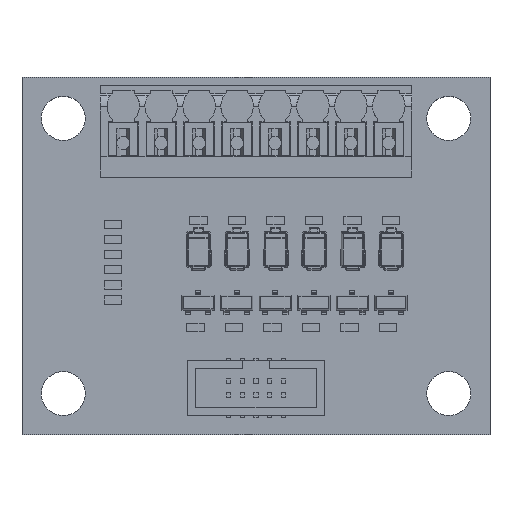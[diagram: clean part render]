
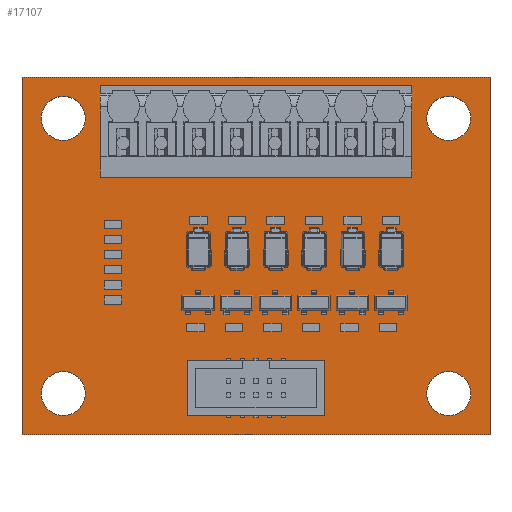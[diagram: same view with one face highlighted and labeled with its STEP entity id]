
A CAD part, top view. The second image highlights one B-rep face of the part: STEP entity #17107.
In plain terms, the highlighted planar face has unit normal (0, 0, 1).
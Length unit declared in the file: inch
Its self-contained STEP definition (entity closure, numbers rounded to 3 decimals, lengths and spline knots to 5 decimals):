
#264 = CARTESIAN_POINT ( 'NONE',  ( 0.78, 0.5, 0.065 ) ) ;
#764 = EDGE_LOOP ( 'NONE', ( #33305, #31453 ) ) ;
#2352 = AXIS2_PLACEMENT_3D ( 'NONE', #15003, #34346, #17832 ) ;
#2875 = ORIENTED_EDGE ( 'NONE', *, *, #30406, .F. ) ;
#3459 = CIRCLE ( 'NONE', #9375, 0.08 ) ;
#3697 = CARTESIAN_POINT ( 'NONE',  ( -0.85, -0.65, 0.065 ) ) ;
#3854 = CARTESIAN_POINT ( 'NONE',  ( 0.7, -0.5, 0.065 ) ) ;
#4111 = VERTEX_POINT ( 'NONE', #19295 ) ;
#4558 = AXIS2_PLACEMENT_3D ( 'NONE', #26602, #10003, #29411 ) ;
#4815 = EDGE_CURVE ( 'NONE', #34834, #34456, #3459, .T. ) ;
#6036 = CARTESIAN_POINT ( 'NONE',  ( -0.62, 0.5, 0.065 ) ) ;
#6521 = ORIENTED_EDGE ( 'NONE', *, *, #18404, .F. ) ;
#6540 = AXIS2_PLACEMENT_3D ( 'NONE', #8877, #28292, #11624 ) ;
#6692 = DIRECTION ( 'NONE',  ( 1., 0., 0. ) ) ;
#6785 = CARTESIAN_POINT ( 'NONE',  ( -0.7, -0.5, 0.065 ) ) ;
#7221 = DIRECTION ( 'NONE',  ( -1., 0., 0. ) ) ;
#7267 = DIRECTION ( 'NONE',  ( -1., 0., 0. ) ) ;
#7298 = VERTEX_POINT ( 'NONE', #17237 ) ;
#7932 = CARTESIAN_POINT ( 'NONE',  ( -0.7, -0.5, 0.065 ) ) ;
#7991 = CARTESIAN_POINT ( 'NONE',  ( -0.7, 0.5, 0.065 ) ) ;
#8877 = CARTESIAN_POINT ( 'NONE',  ( 0.7, 0.5, 0.065 ) ) ;
#9230 = VERTEX_POINT ( 'NONE', #16326 ) ;
#9375 = AXIS2_PLACEMENT_3D ( 'NONE', #7991, #19163, #35043 ) ;
#9584 = DIRECTION ( 'NONE',  ( 1., 0., 0. ) ) ;
#9701 = ORIENTED_EDGE ( 'NONE', *, *, #21775, .T. ) ;
#10003 = DIRECTION ( 'NONE',  ( 0., 0., 1. ) ) ;
#10155 = CARTESIAN_POINT ( 'NONE',  ( 0.62, -0.5, 0.065 ) ) ;
#10493 = ORIENTED_EDGE ( 'NONE', *, *, #33070, .T. ) ;
#10718 = DIRECTION ( 'NONE',  ( 1., 0., 0. ) ) ;
#11297 = DIRECTION ( 'NONE',  ( 0., 0., 1. ) ) ;
#11624 = DIRECTION ( 'NONE',  ( 1., 0., 0. ) ) ;
#11680 = DIRECTION ( 'NONE',  ( 0., -1., 0. ) ) ;
#11711 = EDGE_LOOP ( 'NONE', ( #25821, #23900, #9701, #10493 ) ) ;
#12585 = VECTOR ( 'NONE', #17733, 39.37008 ) ;
#13492 = VERTEX_POINT ( 'NONE', #34863 ) ;
#14358 = FACE_BOUND ( 'NONE', #18092, .T. ) ;
#14552 = CARTESIAN_POINT ( 'NONE',  ( -0.78, -0.5, 0.065 ) ) ;
#15003 = CARTESIAN_POINT ( 'NONE',  ( 0.7, 0.5, 0.065 ) ) ;
#15053 = EDGE_LOOP ( 'NONE', ( #18249, #6521 ) ) ;
#15371 = ORIENTED_EDGE ( 'NONE', *, *, #22297, .F. ) ;
#15387 = PLANE ( 'NONE',  #26304 ) ;
#15504 = CARTESIAN_POINT ( 'NONE',  ( 0., 0., 0.065 ) ) ;
#16072 = CARTESIAN_POINT ( 'NONE',  ( -0.78, 0.5, 0.065 ) ) ;
#16326 = CARTESIAN_POINT ( 'NONE',  ( 0.85, 0.65, 0.065 ) ) ;
#16476 = VERTEX_POINT ( 'NONE', #31771 ) ;
#16853 = EDGE_CURVE ( 'NONE', #7298, #34961, #26184, .T. ) ;
#17054 = AXIS2_PLACEMENT_3D ( 'NONE', #27940, #11297, #30686 ) ;
#17107 = ADVANCED_FACE ( 'NONE', ( #35539, #14358, #28310, #29179, #20953 ), #15387, .F. ) ;
#17110 = VECTOR ( 'NONE', #7221, 39.37008 ) ;
#17185 = CIRCLE ( 'NONE', #17054, 0.08 ) ;
#17237 = CARTESIAN_POINT ( 'NONE',  ( 0.62, 0.5, 0.065 ) ) ;
#17471 = AXIS2_PLACEMENT_3D ( 'NONE', #7932, #27342, #10718 ) ;
#17731 = VERTEX_POINT ( 'NONE', #10155 ) ;
#17733 = DIRECTION ( 'NONE',  ( 0., 1., 0. ) ) ;
#17832 = DIRECTION ( 'NONE',  ( 1., 0., 0. ) ) ;
#18092 = EDGE_LOOP ( 'NONE', ( #28902, #15371 ) ) ;
#18249 = ORIENTED_EDGE ( 'NONE', *, *, #4815, .F. ) ;
#18404 = EDGE_CURVE ( 'NONE', #34456, #34834, #17185, .T. ) ;
#19163 = DIRECTION ( 'NONE',  ( 0., 0., 1. ) ) ;
#19244 = EDGE_CURVE ( 'NONE', #27159, #17731, #32657, .T. ) ;
#19295 = CARTESIAN_POINT ( 'NONE',  ( -0.85, 0.65, 0.065 ) ) ;
#19644 = LINE ( 'NONE', #3697, #20521 ) ;
#20023 = LINE ( 'NONE', #28794, #12585 ) ;
#20098 = VECTOR ( 'NONE', #11680, 39.37008 ) ;
#20378 = DIRECTION ( 'NONE',  ( 1., 0., 0. ) ) ;
#20521 = VECTOR ( 'NONE', #20378, 39.37008 ) ;
#20953 = FACE_BOUND ( 'NONE', #15053, .T. ) ;
#21775 = EDGE_CURVE ( 'NONE', #13492, #9230, #20023, .T. ) ;
#22297 = EDGE_CURVE ( 'NONE', #16476, #24526, #32057, .T. ) ;
#22853 = CARTESIAN_POINT ( 'NONE',  ( -0.85, -0.65, 0.065 ) ) ;
#23169 = VERTEX_POINT ( 'NONE', #33327 ) ;
#23308 = DIRECTION ( 'NONE',  ( 0., 0., 1. ) ) ;
#23636 = LINE ( 'NONE', #23847, #17110 ) ;
#23847 = CARTESIAN_POINT ( 'NONE',  ( -0.85, 0.65, 0.065 ) ) ;
#23899 = DIRECTION ( 'NONE',  ( 0., 0., -1. ) ) ;
#23900 = ORIENTED_EDGE ( 'NONE', *, *, #29603, .T. ) ;
#24526 = VERTEX_POINT ( 'NONE', #14552 ) ;
#25154 = CIRCLE ( 'NONE', #4558, 0.08 ) ;
#25285 = EDGE_LOOP ( 'NONE', ( #2875, #34623 ) ) ;
#25821 = ORIENTED_EDGE ( 'NONE', *, *, #29487, .T. ) ;
#26184 = CIRCLE ( 'NONE', #6540, 0.08 ) ;
#26210 = DIRECTION ( 'NONE',  ( 0., 0., 1. ) ) ;
#26304 = AXIS2_PLACEMENT_3D ( 'NONE', #15504, #23899, #7267 ) ;
#26602 = CARTESIAN_POINT ( 'NONE',  ( 0.7, -0.5, 0.065 ) ) ;
#26759 = EDGE_CURVE ( 'NONE', #34961, #7298, #33606, .T. ) ;
#27159 = VERTEX_POINT ( 'NONE', #31100 ) ;
#27342 = DIRECTION ( 'NONE',  ( 0., 0., 1. ) ) ;
#27940 = CARTESIAN_POINT ( 'NONE',  ( -0.7, 0.5, 0.065 ) ) ;
#27999 = EDGE_CURVE ( 'NONE', #24526, #16476, #35100, .T. ) ;
#28292 = DIRECTION ( 'NONE',  ( 0., 0., 1. ) ) ;
#28310 = FACE_BOUND ( 'NONE', #25285, .T. ) ;
#28794 = CARTESIAN_POINT ( 'NONE',  ( 0.85, -0.65, 0.065 ) ) ;
#28902 = ORIENTED_EDGE ( 'NONE', *, *, #27999, .F. ) ;
#29150 = AXIS2_PLACEMENT_3D ( 'NONE', #3854, #23308, #6692 ) ;
#29179 = FACE_BOUND ( 'NONE', #764, .T. ) ;
#29411 = DIRECTION ( 'NONE',  ( 1., 0., 0. ) ) ;
#29487 = EDGE_CURVE ( 'NONE', #4111, #23169, #34718, .T. ) ;
#29603 = EDGE_CURVE ( 'NONE', #23169, #13492, #19644, .T. ) ;
#30406 = EDGE_CURVE ( 'NONE', #17731, #27159, #25154, .T. ) ;
#30686 = DIRECTION ( 'NONE',  ( 1., 0., 0. ) ) ;
#31100 = CARTESIAN_POINT ( 'NONE',  ( 0.78, -0.5, 0.065 ) ) ;
#31453 = ORIENTED_EDGE ( 'NONE', *, *, #26759, .F. ) ;
#31529 = AXIS2_PLACEMENT_3D ( 'NONE', #6785, #26210, #9584 ) ;
#31771 = CARTESIAN_POINT ( 'NONE',  ( -0.62, -0.5, 0.065 ) ) ;
#32057 = CIRCLE ( 'NONE', #31529, 0.08 ) ;
#32657 = CIRCLE ( 'NONE', #29150, 0.08 ) ;
#33070 = EDGE_CURVE ( 'NONE', #9230, #4111, #23636, .T. ) ;
#33305 = ORIENTED_EDGE ( 'NONE', *, *, #16853, .F. ) ;
#33327 = CARTESIAN_POINT ( 'NONE',  ( -0.85, -0.65, 0.065 ) ) ;
#33606 = CIRCLE ( 'NONE', #2352, 0.08 ) ;
#34346 = DIRECTION ( 'NONE',  ( 0., 0., 1. ) ) ;
#34456 = VERTEX_POINT ( 'NONE', #6036 ) ;
#34623 = ORIENTED_EDGE ( 'NONE', *, *, #19244, .F. ) ;
#34718 = LINE ( 'NONE', #22853, #20098 ) ;
#34834 = VERTEX_POINT ( 'NONE', #16072 ) ;
#34863 = CARTESIAN_POINT ( 'NONE',  ( 0.85, -0.65, 0.065 ) ) ;
#34961 = VERTEX_POINT ( 'NONE', #264 ) ;
#35043 = DIRECTION ( 'NONE',  ( 1., 0., 0. ) ) ;
#35100 = CIRCLE ( 'NONE', #17471, 0.08 ) ;
#35539 = FACE_OUTER_BOUND ( 'NONE', #11711, .T. ) ;
